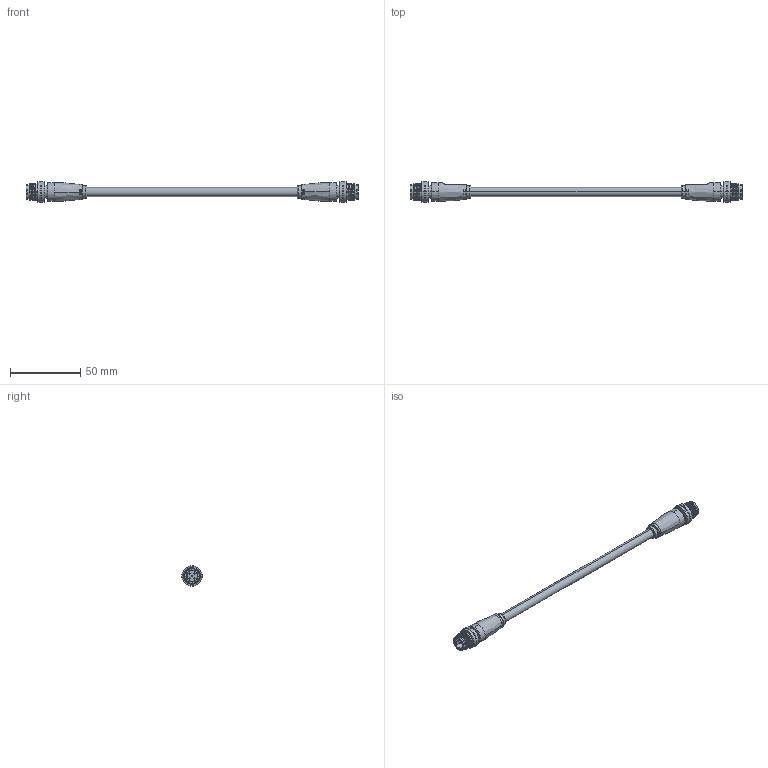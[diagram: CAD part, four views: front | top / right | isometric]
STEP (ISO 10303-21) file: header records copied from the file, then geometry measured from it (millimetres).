
FILE_DESCRIPTION (( 'STEP AP203' ), '1' );
FILE_NAME ('10-05869_revA.STEP', '2023-10-30T16:28:13', ( '' ), ( '' ), 'SwSTEP 2.0', 'SolidWorks 2021', '' );
FILE_SCHEMA (( 'CONFIG_CONTROL_DESIGN' ));
Length unit declared in the file: millimetre
Products named in the file (8): 50-01021-03___; 30-01586_blunt cut; 24-00349_Wire O6.8 mm; 50-01021-01___; 50-01021_STEP; 50-01021-02_step; 50-01021-04___; 10-05869_revA
Assembly tree (13 placements, depth 3):
  10-05869_revA
    50-01021_STEP  x2
      50-01021-01___
      50-01021-02_step
      50-01021-03___
      50-01021-04___
    24-00349_Wire O6.8 mm  x2
    30-01586_blunt cut
Bounding box: 236.4 x 14.5 x 14.5 mm (x, y, z)
Volume: 14356.1 mm3; surface area: 49937.7 mm2
Topology: 130 solids, 130 shells, 1484 faces, 3202 edges, 2044 vertices
Faces by surface type: cylinder 746, plane 450, bspline 94, torus 88, cone 86, sphere 20
Entity records: 30167 total; most frequent: CARTESIAN_POINT 7753, DIRECTION 4845, ORIENTED_EDGE 3990, AXIS2_PLACEMENT_3D 2066, EDGE_CURVE 1995, VERTEX_POINT 1312, EDGE_LOOP 1211, CIRCLE 1149
